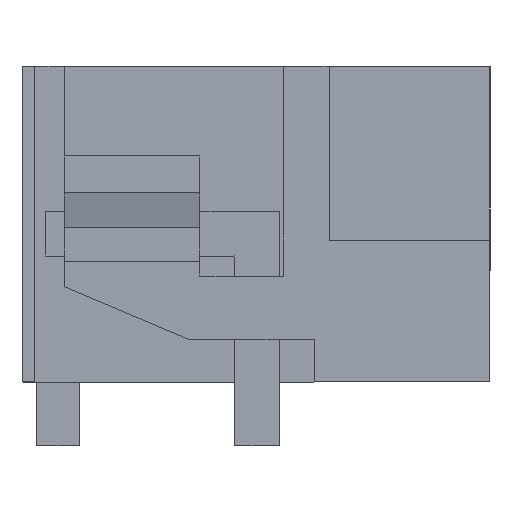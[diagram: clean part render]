
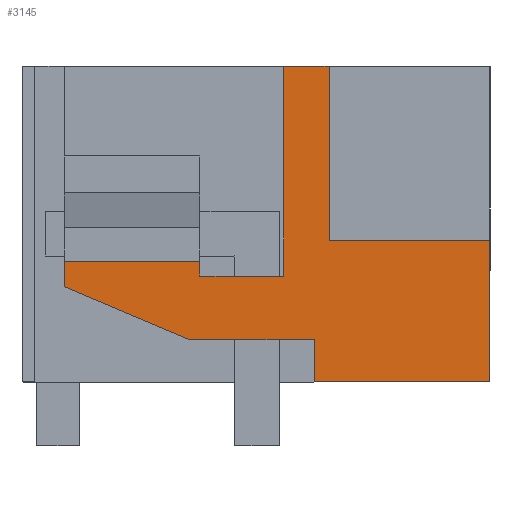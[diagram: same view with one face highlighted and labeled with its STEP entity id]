
A CAD part, left-side view. The second image highlights one B-rep face of the part: STEP entity #3145.
In plain terms, the highlighted planar face has unit normal (-1, 0, 0).
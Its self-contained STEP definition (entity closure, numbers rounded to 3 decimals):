
#3071=AXIS2_PLACEMENT_3D('Plane Axis2P3D',#3068,#3069,#3070) ;
#1345=CARTESIAN_POINT('Vertex',(0.,4.875,8.95)) ;
#1348=CARTESIAN_POINT('Line Origine',(0.,4.338,8.95)) ;
#1352=CARTESIAN_POINT('Vertex',(0.,3.8,8.95)) ;
#1773=CARTESIAN_POINT('Vertex',(0.,0.,1.5)) ;
#1776=CARTESIAN_POINT('Line Origine',(0.,2.075,1.5)) ;
#1780=CARTESIAN_POINT('Vertex',(0.,4.15,1.5)) ;
#2874=CARTESIAN_POINT('Vertex',(0.,10.05,3.75)) ;
#2877=CARTESIAN_POINT('Line Origine',(0.,10.05,4.05)) ;
#2881=CARTESIAN_POINT('Vertex',(0.,10.05,4.35)) ;
#3053=CARTESIAN_POINT('Vertex',(0.,4.875,4.)) ;
#3056=CARTESIAN_POINT('Line Origine',(0.,4.875,6.475)) ;
#3068=CARTESIAN_POINT('Axis2P3D Location',(0.,11.05,-1.7)) ;
#3073=CARTESIAN_POINT('Line Origine',(0.,5.863,4.)) ;
#3077=CARTESIAN_POINT('Vertex',(0.,6.85,4.)) ;
#3080=CARTESIAN_POINT('Line Origine',(0.,6.85,4.175)) ;
#3084=CARTESIAN_POINT('Vertex',(0.,6.85,4.35)) ;
#3087=CARTESIAN_POINT('Line Origine',(0.,8.45,4.35)) ;
#3092=CARTESIAN_POINT('Line Origine',(0.,8.571,3.123)) ;
#3096=CARTESIAN_POINT('Vertex',(0.,7.092,2.497)) ;
#3099=CARTESIAN_POINT('Line Origine',(0.,5.621,2.497)) ;
#3103=CARTESIAN_POINT('Vertex',(0.,4.15,2.497)) ;
#3106=CARTESIAN_POINT('Line Origine',(0.,4.15,1.998)) ;
#3111=CARTESIAN_POINT('Line Origine',(0.,0.,3.175)) ;
#3115=CARTESIAN_POINT('Vertex',(0.,0.,4.85)) ;
#3118=CARTESIAN_POINT('Line Origine',(0.,1.9,4.85)) ;
#3122=CARTESIAN_POINT('Vertex',(0.,3.8,4.85)) ;
#3125=CARTESIAN_POINT('Line Origine',(0.,3.8,6.9)) ;
#1349=DIRECTION('Vector Direction',(0.,-1.,0.)) ;
#1777=DIRECTION('Vector Direction',(0.,1.,0.)) ;
#2878=DIRECTION('Vector Direction',(0.,0.,-1.)) ;
#3057=DIRECTION('Vector Direction',(0.,0.,1.)) ;
#3069=DIRECTION('Axis2P3D Direction',(-1.,0.,0.)) ;
#3070=DIRECTION('Axis2P3D XDirection',(0.,-1.,0.)) ;
#3074=DIRECTION('Vector Direction',(0.,1.,0.)) ;
#3081=DIRECTION('Vector Direction',(0.,0.,1.)) ;
#3088=DIRECTION('Vector Direction',(0.,1.,0.)) ;
#3093=DIRECTION('Vector Direction',(0.,0.921,0.39)) ;
#3100=DIRECTION('Vector Direction',(0.,-1.,0.)) ;
#3107=DIRECTION('Vector Direction',(0.,0.,-1.)) ;
#3112=DIRECTION('Vector Direction',(0.,0.,-1.)) ;
#3119=DIRECTION('Vector Direction',(0.,1.,0.)) ;
#3126=DIRECTION('Vector Direction',(0.,0.,-1.)) ;
#1350=VECTOR('Line Direction',#1349,1.) ;
#1778=VECTOR('Line Direction',#1777,1.) ;
#2879=VECTOR('Line Direction',#2878,1.) ;
#3058=VECTOR('Line Direction',#3057,1.) ;
#3075=VECTOR('Line Direction',#3074,1.) ;
#3082=VECTOR('Line Direction',#3081,1.) ;
#3089=VECTOR('Line Direction',#3088,1.) ;
#3094=VECTOR('Line Direction',#3093,1.) ;
#3101=VECTOR('Line Direction',#3100,1.) ;
#3108=VECTOR('Line Direction',#3107,1.) ;
#3113=VECTOR('Line Direction',#3112,1.) ;
#3120=VECTOR('Line Direction',#3119,1.) ;
#3127=VECTOR('Line Direction',#3126,1.) ;
#3131=ORIENTED_EDGE('',*,*,#1354,.T.) ;
#3132=ORIENTED_EDGE('',*,*,#3060,.T.) ;
#3133=ORIENTED_EDGE('',*,*,#3079,.T.) ;
#3134=ORIENTED_EDGE('',*,*,#3086,.T.) ;
#3135=ORIENTED_EDGE('',*,*,#3091,.T.) ;
#3136=ORIENTED_EDGE('',*,*,#2883,.T.) ;
#3137=ORIENTED_EDGE('',*,*,#3098,.T.) ;
#3138=ORIENTED_EDGE('',*,*,#3105,.T.) ;
#3139=ORIENTED_EDGE('',*,*,#3110,.T.) ;
#3140=ORIENTED_EDGE('',*,*,#1782,.T.) ;
#3141=ORIENTED_EDGE('',*,*,#3117,.T.) ;
#3142=ORIENTED_EDGE('',*,*,#3124,.F.) ;
#3143=ORIENTED_EDGE('',*,*,#3129,.F.) ;
#3145=ADVANCED_FACE('HOUSING',(#3144),#3072,.T.) ;
#1354=EDGE_CURVE('',#1353,#1346,#1351,.F.) ;
#1782=EDGE_CURVE('',#1781,#1774,#1779,.F.) ;
#2883=EDGE_CURVE('',#2882,#2875,#2880,.T.) ;
#3060=EDGE_CURVE('',#1346,#3054,#3059,.F.) ;
#3079=EDGE_CURVE('',#3054,#3078,#3076,.T.) ;
#3086=EDGE_CURVE('',#3078,#3085,#3083,.T.) ;
#3091=EDGE_CURVE('',#3085,#2882,#3090,.T.) ;
#3098=EDGE_CURVE('',#2875,#3097,#3095,.F.) ;
#3105=EDGE_CURVE('',#3097,#3104,#3102,.T.) ;
#3110=EDGE_CURVE('',#3104,#1781,#3109,.T.) ;
#3117=EDGE_CURVE('',#1774,#3116,#3114,.F.) ;
#3124=EDGE_CURVE('',#3123,#3116,#3121,.F.) ;
#3129=EDGE_CURVE('',#1353,#3123,#3128,.T.) ;
#3130=EDGE_LOOP('',(#3131,#3132,#3133,#3134,#3135,#3136,#3137,#3138,#3139,#3140,#3141,#3142,#3143)) ;
#3144=FACE_OUTER_BOUND('',#3130,.T.) ;
#1351=LINE('Line',#1348,#1350) ;
#1779=LINE('Line',#1776,#1778) ;
#2880=LINE('Line',#2877,#2879) ;
#3059=LINE('Line',#3056,#3058) ;
#3076=LINE('Line',#3073,#3075) ;
#3083=LINE('Line',#3080,#3082) ;
#3090=LINE('Line',#3087,#3089) ;
#3095=LINE('Line',#3092,#3094) ;
#3102=LINE('Line',#3099,#3101) ;
#3109=LINE('Line',#3106,#3108) ;
#3114=LINE('Line',#3111,#3113) ;
#3121=LINE('Line',#3118,#3120) ;
#3128=LINE('Line',#3125,#3127) ;
#3072=PLANE('',#3071) ;
#1346=VERTEX_POINT('',#1345) ;
#1353=VERTEX_POINT('',#1352) ;
#1774=VERTEX_POINT('',#1773) ;
#1781=VERTEX_POINT('',#1780) ;
#2875=VERTEX_POINT('',#2874) ;
#2882=VERTEX_POINT('',#2881) ;
#3054=VERTEX_POINT('',#3053) ;
#3078=VERTEX_POINT('',#3077) ;
#3085=VERTEX_POINT('',#3084) ;
#3097=VERTEX_POINT('',#3096) ;
#3104=VERTEX_POINT('',#3103) ;
#3116=VERTEX_POINT('',#3115) ;
#3123=VERTEX_POINT('',#3122) ;
